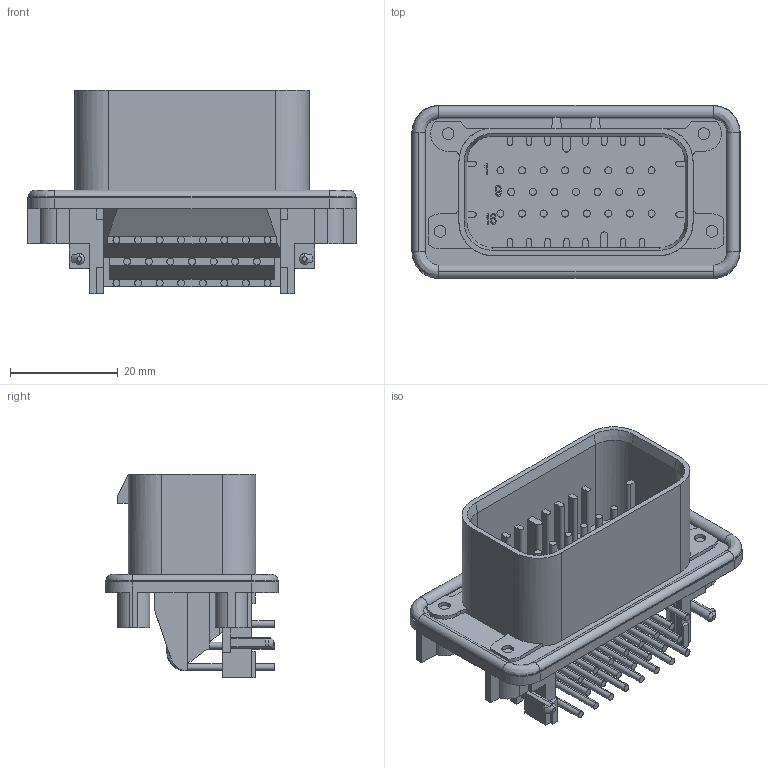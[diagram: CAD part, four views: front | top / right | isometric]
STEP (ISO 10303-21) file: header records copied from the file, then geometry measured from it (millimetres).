
FILE_DESCRIPTION (( 'STEP AP214' ), '1' );
FILE_NAME ('c-1-776087-1-l-3d.STEP', '2020-02-11T16:43:00', ( '' ), ( '' ), 'SwSTEP 2.0', 'SolidWorks 2019', '' );
FILE_SCHEMA (( 'AUTOMOTIVE_DESIGN' ));
Length unit declared in the file: inch
Products named in the file (1): c-1-776087-1-l-3d
Bounding box: 60.8 x 32.1 x 37.8 mm (x, y, z)
Volume: 15334.9 mm3; surface area: 14098.7 mm2
Topology: 1 solids, 1 shells, 666 faces, 1736 edges, 1140 vertices
Faces by surface type: plane 431, cylinder 205, bspline 22, cone 8
Entity records: 29649 total; most frequent: CARTESIAN_POINT 4400, ORIENTED_EDGE 3472, DIRECTION 3377, EDGE_CURVE 1736, LINE 1251, VECTOR 1251, VERTEX_POINT 1140, AXIS2_PLACEMENT_3D 1063
